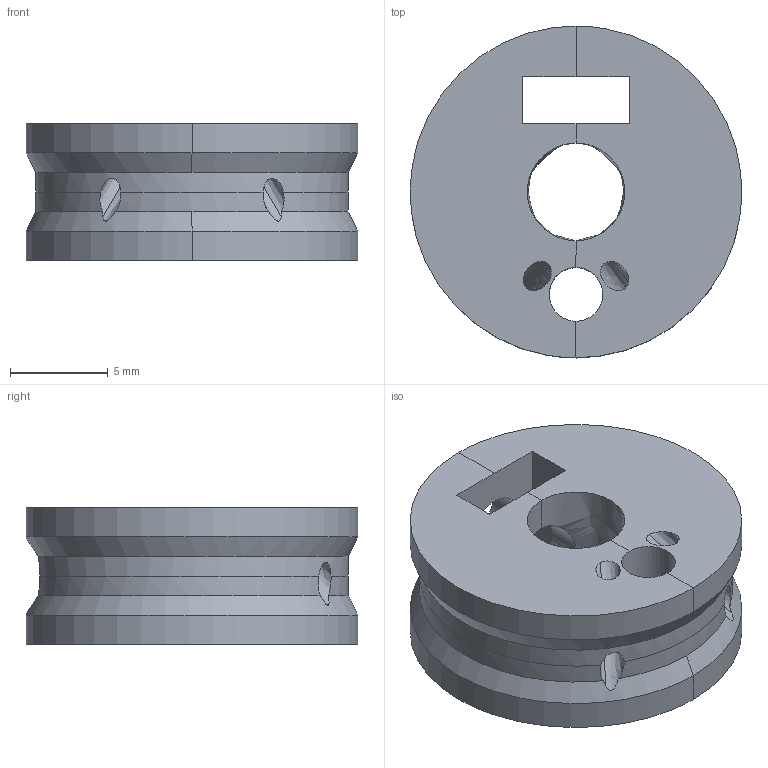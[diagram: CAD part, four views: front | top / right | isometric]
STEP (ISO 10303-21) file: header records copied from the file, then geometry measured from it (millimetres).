
FILE_DESCRIPTION(/* description */ (''),/* implementation_level */ '2;1');
FILE_NAME(/* name */ 'MotorPulley',/* time_stamp */ '2020-10-16T14:01:28-07:00',/* author */ (''),/* organization */ (''),/* preprocessor_version */ 'ST-DEVELOPER v15',/* originating_system */ '',/* authorisation */ '');
FILE_SCHEMA (('AUTOMOTIVE_DESIGN'));
Length unit declared in the file: millimetre
Products named in the file (1): Document
Bounding box: 17 x 17 x 7 mm (x, y, z)
Volume: 1197 mm3; surface area: 1066.4 mm2
Topology: 1 solids, 1 shells, 32 faces, 104 edges, 64 vertices
Faces by surface type: bspline 28, plane 4
Entity records: 1461 total; most frequent: CARTESIAN_POINT 883, ORIENTED_EDGE 208, EDGE_CURVE 104, VERTEX_POINT 64, B_SPLINE_CURVE_WITH_KNOTS 61, EDGE_LOOP 36, ADVANCED_FACE 32, FACE_OUTER_BOUND 32
